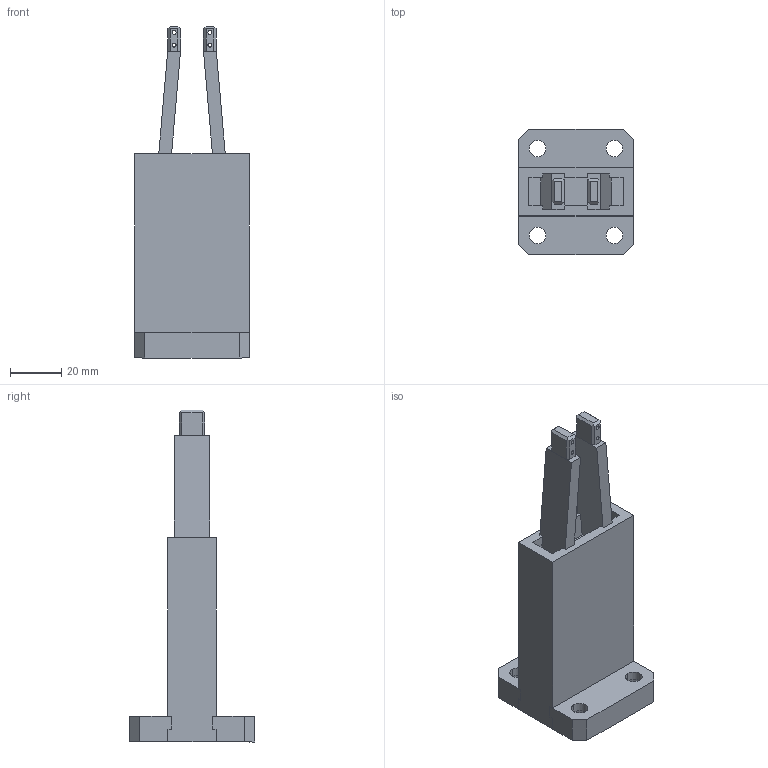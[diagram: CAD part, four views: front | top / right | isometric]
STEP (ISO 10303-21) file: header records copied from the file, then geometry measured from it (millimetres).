
FILE_DESCRIPTION (( 'STEP AP214' ), '1' );
FILE_NAME ('ŠJŽ¦—p_SV01_.STEP', '2017-06-23T09:52:00', ( '' ), ( '' ), 'SwSTEP 2.0', 'SolidWorks 2016', '' );
FILE_SCHEMA (( 'AUTOMOTIVE_DESIGN' ));
Length unit declared in the file: millimetre
Products named in the file (6): 開示用_SV01_01_Holder_; 開示用_SV01_02_Slidecore2_; 開示用_SV01_02_Slidecore1_; 開示用_SV01_; 開示用_SV01_04_Keyblock; 開示用_SV01_03_Holdcore
Assembly tree (5 placements, depth 2):
  開示用_SV01_
    開示用_SV01_01_Holder_
    開示用_SV01_02_Slidecore1_
    開示用_SV01_02_Slidecore2_
    開示用_SV01_03_Holdcore
    開示用_SV01_04_Keyblock
Bounding box: 45 x 49 x 130 mm (x, y, z)
Volume: 65436.4 mm3; surface area: 33416.8 mm2
Topology: 6 solids, 6 shells, 145 faces, 370 edges, 243 vertices
Faces by surface type: plane 113, cylinder 28, cone 4
Entity records: 6158 total; most frequent: CARTESIAN_POINT 764, ORIENTED_EDGE 736, DIRECTION 732, EDGE_CURVE 368, LINE 310, VECTOR 310, VERTEX_POINT 243, AXIS2_PLACEMENT_3D 211
